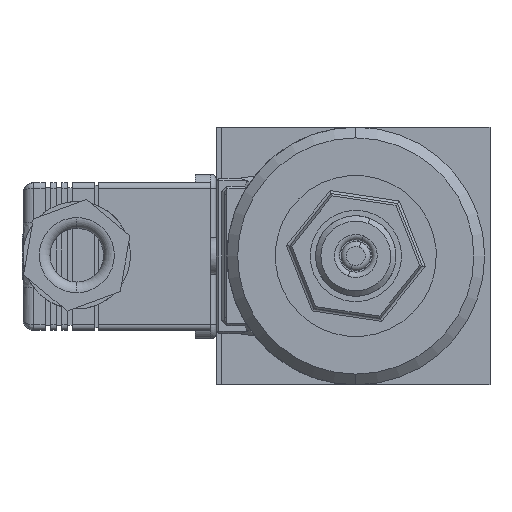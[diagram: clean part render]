
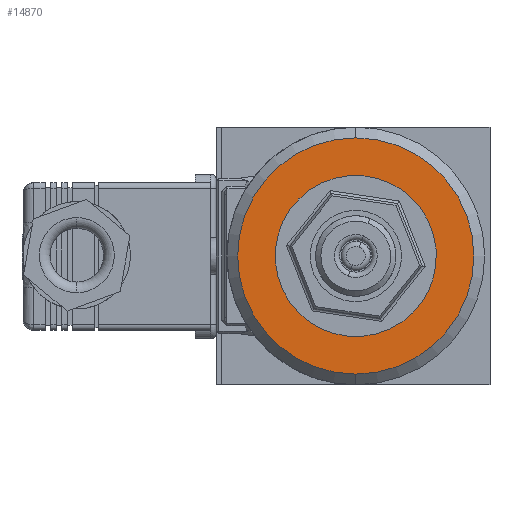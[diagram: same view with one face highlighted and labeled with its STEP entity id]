
A CAD part, left-side view. The second image highlights one B-rep face of the part: STEP entity #14870.
In plain terms, the highlighted planar face has unit normal (-1, 0, 0).
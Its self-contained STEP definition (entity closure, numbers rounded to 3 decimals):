
#509 = VERTEX_POINT ( 'NONE', #20951 ) ;
#601 = FACE_BOUND ( 'NONE', #9485, .T. ) ;
#1565 = PLANE ( 'NONE',  #3309 ) ;
#1871 = DIRECTION ( 'NONE',  ( 1., 0., 0. ) ) ;
#2002 = ORIENTED_EDGE ( 'NONE', *, *, #14249, .F. ) ;
#2754 = EDGE_CURVE ( 'NONE', #12881, #32738, #14889, .T. ) ;
#3309 = AXIS2_PLACEMENT_3D ( 'NONE', #20609, #4517, #28701 ) ;
#4517 = DIRECTION ( 'NONE',  ( 1., 0., 0. ) ) ;
#5493 = CARTESIAN_POINT ( 'NONE',  ( -80.7, 25., 0. ) ) ;
#6438 = VERTEX_POINT ( 'NONE', #33889 ) ;
#7761 = DIRECTION ( 'NONE',  ( 1., 0., 0. ) ) ;
#8914 = AXIS2_PLACEMENT_3D ( 'NONE', #31958, #31736, #18857 ) ;
#9485 = EDGE_LOOP ( 'NONE', ( #13407, #22576 ) ) ;
#10348 = ORIENTED_EDGE ( 'NONE', *, *, #16289, .F. ) ;
#10521 = EDGE_CURVE ( 'NONE', #32738, #12881, #26146, .T. ) ;
#10579 = CARTESIAN_POINT ( 'NONE',  ( -80.7, 25., -11. ) ) ;
#12881 = VERTEX_POINT ( 'NONE', #10579 ) ;
#13407 = ORIENTED_EDGE ( 'NONE', *, *, #2754, .T. ) ;
#13428 = AXIS2_PLACEMENT_3D ( 'NONE', #5493, #7761, #16216 ) ;
#14249 = EDGE_CURVE ( 'NONE', #6438, #509, #30537, .T. ) ;
#14590 = AXIS2_PLACEMENT_3D ( 'NONE', #20761, #29323, #28866 ) ;
#14863 = CARTESIAN_POINT ( 'NONE',  ( -80.7, 25., 0. ) ) ;
#14870 = ADVANCED_FACE ( 'NONE', ( #601, #28338 ), #1565, .F. ) ;
#14889 = CIRCLE ( 'NONE', #13428, 11. ) ;
#16216 = DIRECTION ( 'NONE',  ( 0., 0., -1. ) ) ;
#16289 = EDGE_CURVE ( 'NONE', #509, #6438, #28264, .T. ) ;
#17324 = EDGE_LOOP ( 'NONE', ( #10348, #2002 ) ) ;
#18857 = DIRECTION ( 'NONE',  ( 0., 0., -1. ) ) ;
#20208 = DIRECTION ( 'NONE',  ( 0., 0., 1. ) ) ;
#20609 = CARTESIAN_POINT ( 'NONE',  ( -80.7, 25., 0. ) ) ;
#20761 = CARTESIAN_POINT ( 'NONE',  ( -80.7, 25., 0. ) ) ;
#20951 = CARTESIAN_POINT ( 'NONE',  ( -80.7, 25., 22. ) ) ;
#22576 = ORIENTED_EDGE ( 'NONE', *, *, #10521, .T. ) ;
#23326 = CARTESIAN_POINT ( 'NONE',  ( -80.7, 25., 11. ) ) ;
#26146 = CIRCLE ( 'NONE', #8914, 11. ) ;
#28264 = CIRCLE ( 'NONE', #28310, 22. ) ;
#28310 = AXIS2_PLACEMENT_3D ( 'NONE', #14863, #1871, #20208 ) ;
#28338 = FACE_OUTER_BOUND ( 'NONE', #17324, .T. ) ;
#28701 = DIRECTION ( 'NONE',  ( 0., 0., 1. ) ) ;
#28866 = DIRECTION ( 'NONE',  ( 0., 0., 1. ) ) ;
#29323 = DIRECTION ( 'NONE',  ( 1., 0., 0. ) ) ;
#30537 = CIRCLE ( 'NONE', #14590, 22. ) ;
#31736 = DIRECTION ( 'NONE',  ( 1., 0., 0. ) ) ;
#31958 = CARTESIAN_POINT ( 'NONE',  ( -80.7, 25., 0. ) ) ;
#32738 = VERTEX_POINT ( 'NONE', #23326 ) ;
#33889 = CARTESIAN_POINT ( 'NONE',  ( -80.7, 25., -22. ) ) ;
